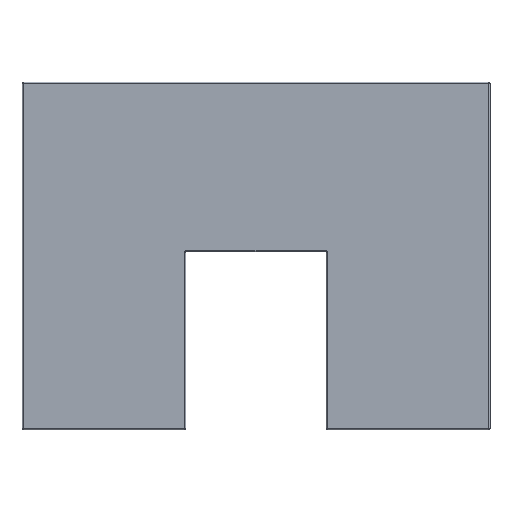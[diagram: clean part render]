
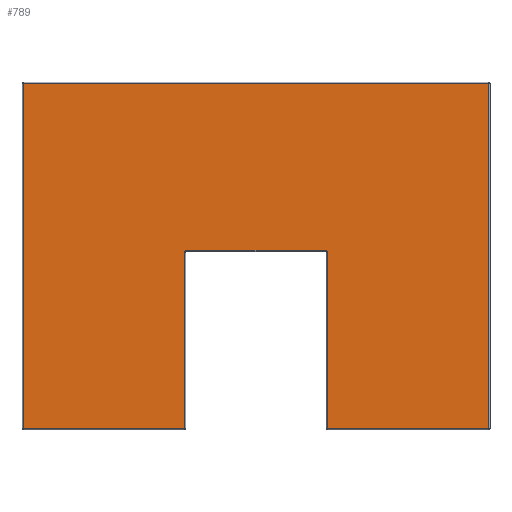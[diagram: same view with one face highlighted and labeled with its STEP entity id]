
A CAD part, front view. The second image highlights one B-rep face of the part: STEP entity #789.
In plain terms, the highlighted planar face has unit normal (0, -1, 0).
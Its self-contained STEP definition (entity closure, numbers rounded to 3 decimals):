
#7 = CARTESIAN_POINT ( 'NONE',  ( 0., -3.75, -7.55 ) ) ;
#45 = EDGE_CURVE ( 'NONE', #292, #664, #1075, .T. ) ;
#64 = DIRECTION ( 'NONE',  ( 0., 0., 1. ) ) ;
#79 = CARTESIAN_POINT ( 'NONE',  ( -3.2, -3.75, 0. ) ) ;
#89 = ORIENTED_EDGE ( 'NONE', *, *, #45, .F. ) ;
#110 = DIRECTION ( 'NONE',  ( 1., 0., 0. ) ) ;
#119 = LINE ( 'NONE', #938, #753 ) ;
#122 = DIRECTION ( 'NONE',  ( -1., 0., 0. ) ) ;
#128 = CARTESIAN_POINT ( 'NONE',  ( 10.45, -3.75, 0. ) ) ;
#137 = VECTOR ( 'NONE', #110, 1000. ) ;
#183 = VECTOR ( 'NONE', #1233, 1000. ) ;
#186 = VECTOR ( 'NONE', #806, 1000. ) ;
#222 = FACE_OUTER_BOUND ( 'NONE', #1300, .T. ) ;
#227 = CARTESIAN_POINT ( 'NONE',  ( -3.2, -3.75, -7.65 ) ) ;
#231 = VERTEX_POINT ( 'NONE', #395 ) ;
#249 = DIRECTION ( 'NONE',  ( 0., 1., 0. ) ) ;
#254 = ORIENTED_EDGE ( 'NONE', *, *, #726, .T. ) ;
#256 = CARTESIAN_POINT ( 'NONE',  ( 0., -3.75, 0. ) ) ;
#265 = DIRECTION ( 'NONE',  ( 0., 0., 1. ) ) ;
#278 = VERTEX_POINT ( 'NONE', #889 ) ;
#280 = VECTOR ( 'NONE', #819, 1000. ) ;
#292 = VERTEX_POINT ( 'NONE', #701 ) ;
#320 = VERTEX_POINT ( 'NONE', #697 ) ;
#343 = CARTESIAN_POINT ( 'NONE',  ( 3.1, -3.75, -7.65 ) ) ;
#352 = AXIS2_PLACEMENT_3D ( 'NONE', #1182, #673, #64 ) ;
#365 = CARTESIAN_POINT ( 'NONE',  ( 3.2, -3.75, -15.6 ) ) ;
#366 = LINE ( 'NONE', #128, #1243 ) ;
#368 = CARTESIAN_POINT ( 'NONE',  ( -3.2, -3.75, -15.55 ) ) ;
#371 = EDGE_CURVE ( 'NONE', #1010, #664, #713, .T. ) ;
#394 = CARTESIAN_POINT ( 'NONE',  ( 10.5, -3.75, -15.55 ) ) ;
#395 = CARTESIAN_POINT ( 'NONE',  ( 3.2, -3.75, -15.55 ) ) ;
#403 = VECTOR ( 'NONE', #983, 1000. ) ;
#417 = VERTEX_POINT ( 'NONE', #810 ) ;
#437 = DIRECTION ( 'NONE',  ( 0., 0., 1. ) ) ;
#456 = ORIENTED_EDGE ( 'NONE', *, *, #1236, .T. ) ;
#461 = EDGE_CURVE ( 'NONE', #417, #1010, #1202, .T. ) ;
#477 = LINE ( 'NONE', #394, #183 ) ;
#481 = AXIS2_PLACEMENT_3D ( 'NONE', #343, #773, #265 ) ;
#509 = EDGE_CURVE ( 'NONE', #292, #278, #883, .T. ) ;
#535 = ORIENTED_EDGE ( 'NONE', *, *, #585, .T. ) ;
#547 = DIRECTION ( 'NONE',  ( 0., 0., 1. ) ) ;
#585 = EDGE_CURVE ( 'NONE', #320, #657, #366, .T. ) ;
#596 = CIRCLE ( 'NONE', #481, 0.1 ) ;
#639 = VECTOR ( 'NONE', #1161, 1000. ) ;
#644 = CARTESIAN_POINT ( 'NONE',  ( 3.2, -3.75, -7.65 ) ) ;
#657 = VERTEX_POINT ( 'NONE', #731 ) ;
#664 = VERTEX_POINT ( 'NONE', #227 ) ;
#673 = DIRECTION ( 'NONE',  ( 0., -1., 0. ) ) ;
#693 = ORIENTED_EDGE ( 'NONE', *, *, #1304, .T. ) ;
#697 = CARTESIAN_POINT ( 'NONE',  ( 10.45, -3.75, -15.55 ) ) ;
#701 = CARTESIAN_POINT ( 'NONE',  ( -3.1, -3.75, -7.55 ) ) ;
#713 = LINE ( 'NONE', #79, #186 ) ;
#726 = EDGE_CURVE ( 'NONE', #1250, #417, #1184, .T. ) ;
#731 = CARTESIAN_POINT ( 'NONE',  ( 10.45, -3.75, -0.05 ) ) ;
#753 = VECTOR ( 'NONE', #122, 1000. ) ;
#773 = DIRECTION ( 'NONE',  ( 0., -1., 0. ) ) ;
#782 = VERTEX_POINT ( 'NONE', #644 ) ;
#787 = ORIENTED_EDGE ( 'NONE', *, *, #509, .T. ) ;
#788 = ORIENTED_EDGE ( 'NONE', *, *, #822, .F. ) ;
#789 = ADVANCED_FACE ( 'NONE', ( #222 ), #865, .F. ) ;
#806 = DIRECTION ( 'NONE',  ( 0., 0., 1. ) ) ;
#810 = CARTESIAN_POINT ( 'NONE',  ( -10.45, -3.75, -15.55 ) ) ;
#819 = DIRECTION ( 'NONE',  ( 1., 0., 0. ) ) ;
#822 = EDGE_CURVE ( 'NONE', #782, #278, #596, .T. ) ;
#852 = CARTESIAN_POINT ( 'NONE',  ( -10.45, -3.75, 0. ) ) ;
#864 = AXIS2_PLACEMENT_3D ( 'NONE', #256, #249, #547 ) ;
#865 = PLANE ( 'NONE',  #864 ) ;
#883 = LINE ( 'NONE', #7, #280 ) ;
#889 = CARTESIAN_POINT ( 'NONE',  ( 3.1, -3.75, -7.55 ) ) ;
#908 = ORIENTED_EDGE ( 'NONE', *, *, #461, .T. ) ;
#932 = EDGE_CURVE ( 'NONE', #782, #231, #1241, .T. ) ;
#938 = CARTESIAN_POINT ( 'NONE',  ( -10.5, -3.75, -0.05 ) ) ;
#983 = DIRECTION ( 'NONE',  ( 0., 0., -1. ) ) ;
#1010 = VERTEX_POINT ( 'NONE', #368 ) ;
#1075 = CIRCLE ( 'NONE', #352, 0.1 ) ;
#1161 = DIRECTION ( 'NONE',  ( 0., 0., -1. ) ) ;
#1182 = CARTESIAN_POINT ( 'NONE',  ( -3.1, -3.75, -7.65 ) ) ;
#1184 = LINE ( 'NONE', #852, #639 ) ;
#1192 = ORIENTED_EDGE ( 'NONE', *, *, #932, .T. ) ;
#1196 = ORIENTED_EDGE ( 'NONE', *, *, #371, .T. ) ;
#1202 = LINE ( 'NONE', #1227, #137 ) ;
#1207 = CARTESIAN_POINT ( 'NONE',  ( -10.45, -3.75, -0.05 ) ) ;
#1227 = CARTESIAN_POINT ( 'NONE',  ( 0., -3.75, -15.55 ) ) ;
#1233 = DIRECTION ( 'NONE',  ( 1., 0., 0. ) ) ;
#1236 = EDGE_CURVE ( 'NONE', #231, #320, #477, .T. ) ;
#1241 = LINE ( 'NONE', #365, #403 ) ;
#1243 = VECTOR ( 'NONE', #437, 1000. ) ;
#1250 = VERTEX_POINT ( 'NONE', #1207 ) ;
#1300 = EDGE_LOOP ( 'NONE', ( #788, #1192, #456, #535, #693, #254, #908, #1196, #89, #787 ) ) ;
#1304 = EDGE_CURVE ( 'NONE', #657, #1250, #119, .T. ) ;
